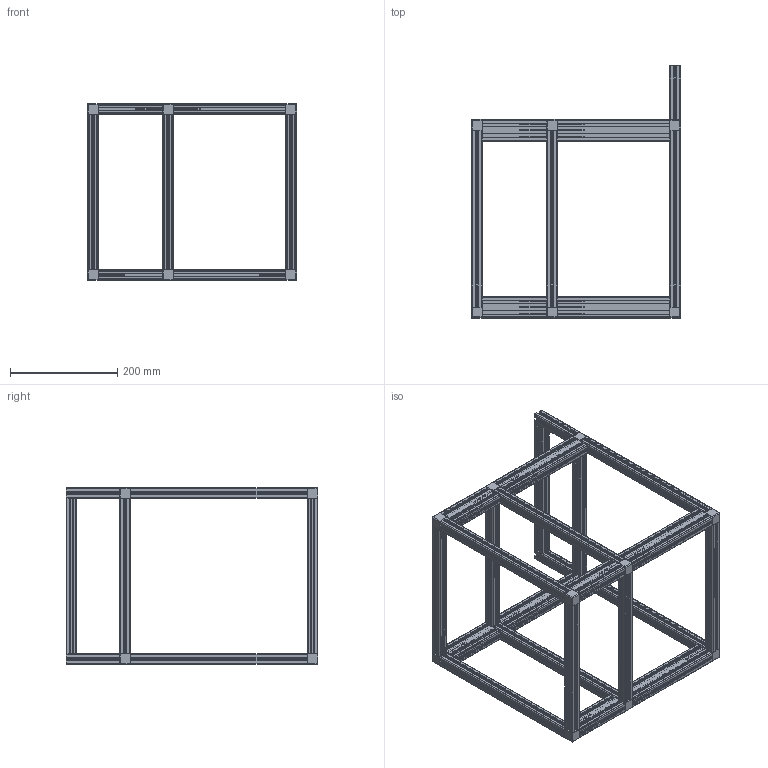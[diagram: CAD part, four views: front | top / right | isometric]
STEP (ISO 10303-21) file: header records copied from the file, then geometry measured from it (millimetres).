
FILE_DESCRIPTION (( 'STEP AP214' ), '1' );
FILE_NAME ('1725871270039.step', '2024-09-09T08:41:15', ( 'Windows User' ), ( '' ), 'SwSTEP 2.0', 'SolidWorks 2011', '' );
FILE_SCHEMA (( 'AUTOMOTIVE_DESIGN' ));
Length unit declared in the file: millimetre
Products named in the file (7): 1.48.221; 1.10.020040.64LPx120.00(4); 1725871270039; 1.10.020020.43LPx100.00(1); 1.10.020020.43LPx330.00(2); 1.10.020040.64LPx210.00(5); 1.10.020020.43LPx290.00(3)
Assembly tree (35 placements, depth 2):
  1725871270039
    1.10.020040.64LPx120.00(4)  x4
    1.10.020020.43LPx290.00(3)  x7
    1.10.020040.64LPx210.00(5)  x4
    1.48.221  x12
    1.10.020020.43LPx330.00(2)  x6
    1.10.020020.43LPx100.00(1)  x2
Bounding box: 390 x 470 x 330 mm (x, y, z)
Volume: 1348461.9 mm3; surface area: 1303374.2 mm2
Topology: 35 solids, 35 shells, 2911 faces, 8523 edges, 5682 vertices
Faces by surface type: plane 1866, cylinder 1045
Entity records: 20345 total; most frequent: CARTESIAN_POINT 3551, ORIENTED_EDGE 3492, DIRECTION 3468, EDGE_CURVE 1746, VECTOR 1282, LINE 1282, VERTEX_POINT 1164, AXIS2_PLACEMENT_3D 1093
